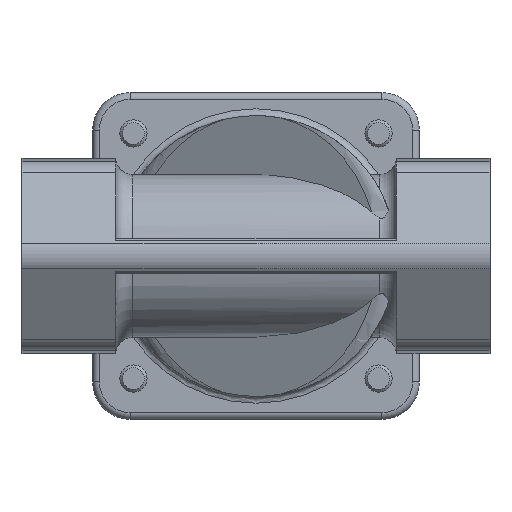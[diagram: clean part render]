
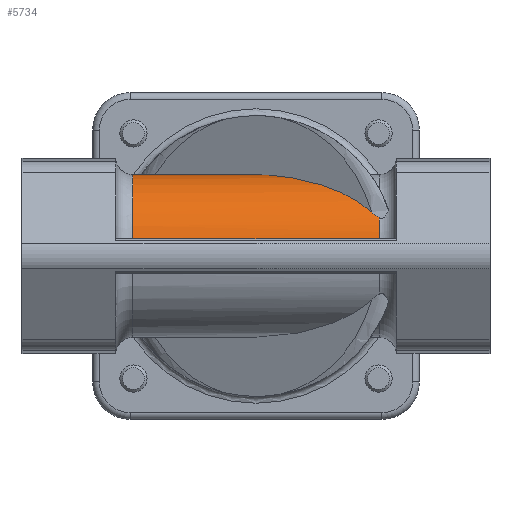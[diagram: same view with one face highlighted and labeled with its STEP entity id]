
A CAD part, front view. The second image highlights one B-rep face of the part: STEP entity #5734.
In plain terms, the highlighted cylindrical face has radius 23.9 mm (diameter 47.8 mm), a partial arc.
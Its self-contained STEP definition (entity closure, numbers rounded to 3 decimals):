
#927=CARTESIAN_POINT('',(36.25,-21.094,11.236));
#928=VERTEX_POINT('',#927);
#946=CARTESIAN_POINT('',(36.25,-23.371,5.0));
#947=VERTEX_POINT('',#946);
#948=CARTESIAN_POINT('',(36.25,0.0,0.0));
#949=DIRECTION('',(-1.0,0.0,0.0));
#950=DIRECTION('',(0.0,0.0,1.0));
#951=AXIS2_PLACEMENT_3D('',#948,#949,#950);
#952=CIRCLE('',#951,23.9);
#953=EDGE_CURVE('',#947,#928,#952,.T.);
#993=CARTESIAN_POINT('',(-36.25,-23.371,5.0));
#994=VERTEX_POINT('',#993);
#995=CARTESIAN_POINT('',(36.25,-23.371,5.0));
#996=DIRECTION('',(-1.0,0.0,0.0));
#997=VECTOR('',#996,72.5);
#998=LINE('',#995,#997);
#999=EDGE_CURVE('',#947,#994,#998,.T.);
#1333=CARTESIAN_POINT('',(-36.25,0.0,23.9));
#1334=VERTEX_POINT('',#1333);
#1335=CARTESIAN_POINT('',(-36.25,0.0,0.0));
#1336=DIRECTION('',(-1.0,0.0,0.0));
#1337=DIRECTION('',(0.0,0.0,1.0));
#1338=AXIS2_PLACEMENT_3D('',#1335,#1336,#1337);
#1339=CIRCLE('',#1338,23.9);
#1340=EDGE_CURVE('',#994,#1334,#1339,.T.);
#5103=CARTESIAN_POINT('',(-0.866,0.0,23.9));
#5104=VERTEX_POINT('',#5103);
#5105=CARTESIAN_POINT('',(-36.25,0.0,23.9));
#5106=DIRECTION('',(1.0,0.0,0.0));
#5107=VECTOR('',#5106,35.384);
#5108=LINE('',#5105,#5107);
#5109=EDGE_CURVE('',#1334,#5104,#5108,.T.);
#5262=CARTESIAN_POINT('',(33.93,-20.089,12.947));
#5263=VERTEX_POINT('',#5262);
#5264=CARTESIAN_POINT('',(33.93,-20.089,12.947));
#5265=CARTESIAN_POINT('',(34.602,-20.478,12.345));
#5266=CARTESIAN_POINT('',(35.266,-20.78,11.815));
#5267=CARTESIAN_POINT('',(36.015,-21.026,11.364));
#5268=CARTESIAN_POINT('',(36.131,-21.061,11.298));
#5269=CARTESIAN_POINT('',(36.25,-21.094,11.236));
#5270=B_SPLINE_CURVE_WITH_KNOTS('',3,(#5264,#5265,#5266,#5267,#5268,#5269),.UNSPECIFIED.,.F.,.U.,(4,2,4),(-1.839,-1.486,-1.424),.UNSPECIFIED.);
#5271=EDGE_CURVE('',#5263,#928,#5270,.T.);
#5406=CARTESIAN_POINT('',(-0.866,0.0,0.0));
#5407=DIRECTION('',(-0.5,-0.866,0.0));
#5408=DIRECTION('',(-0.866,0.5,0.0));
#5409=AXIS2_PLACEMENT_3D('',#5406,#5407,#5408);
#5410=ELLIPSE('',#5409,47.8,23.9);
#5411=EDGE_CURVE('',#5104,#5263,#5410,.F.);
#5721=CARTESIAN_POINT('',(-45.25,0.0,0.0));
#5722=DIRECTION('',(1.0,0.0,0.0));
#5723=DIRECTION('',(0.0,0.0,1.0));
#5724=AXIS2_PLACEMENT_3D('',#5721,#5722,#5723);
#5725=CYLINDRICAL_SURFACE('',#5724,23.9);
#5726=ORIENTED_EDGE('',*,*,#999,.F.);
#5727=ORIENTED_EDGE('',*,*,#953,.T.);
#5728=ORIENTED_EDGE('',*,*,#5271,.F.);
#5729=ORIENTED_EDGE('',*,*,#5411,.F.);
#5730=ORIENTED_EDGE('',*,*,#5109,.F.);
#5731=ORIENTED_EDGE('',*,*,#1340,.F.);
#5732=EDGE_LOOP('',(#5726,#5727,#5728,#5729,#5730,#5731));
#5733=FACE_OUTER_BOUND('',#5732,.T.);
#5734=ADVANCED_FACE('',(#5733),#5725,.T.);
